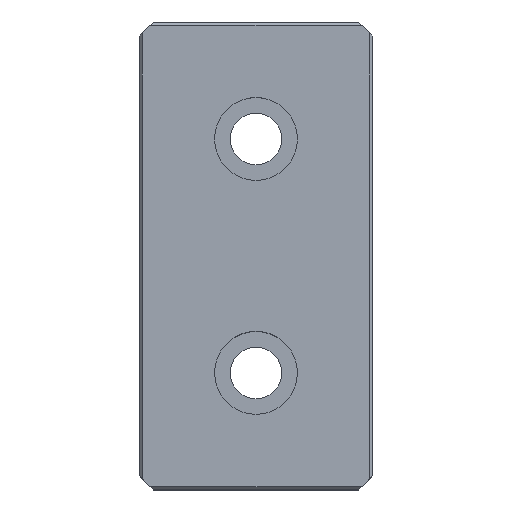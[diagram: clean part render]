
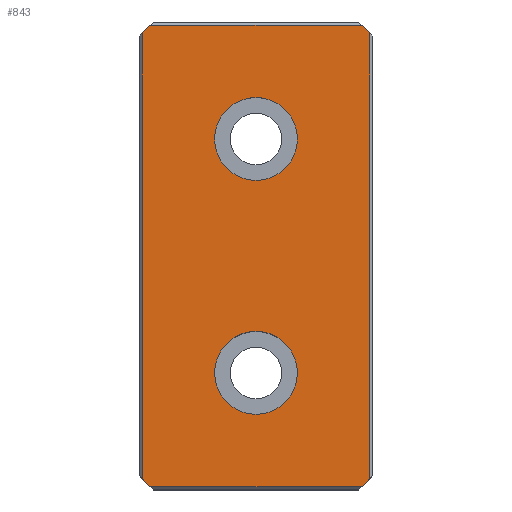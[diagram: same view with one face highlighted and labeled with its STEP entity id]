
A CAD part, top view. The second image highlights one B-rep face of the part: STEP entity #843.
In plain terms, the highlighted planar face has unit normal (0, 0, 1).
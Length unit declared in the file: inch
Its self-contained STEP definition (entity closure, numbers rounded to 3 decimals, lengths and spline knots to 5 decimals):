
#234=CARTESIAN_POINT('',(0.75,-1.01565,0.75));
#235=VERTEX_POINT('',#234);
#244=CARTESIAN_POINT('',(0.75,-0.48435,0.75));
#245=VERTEX_POINT('',#244);
#246=CARTESIAN_POINT('',(0.75,-0.75,0.75));
#247=DIRECTION('',(0.0,0.0,-1.0));
#248=DIRECTION('',(0.0,-1.0,0.0));
#249=AXIS2_PLACEMENT_3D('',#246,#247,#248);
#250=CIRCLE('',#249,0.26565);
#251=EDGE_CURVE('',#245,#235,#250,.T.);
#318=CARTESIAN_POINT('',(0.75,0.48435,0.75));
#319=VERTEX_POINT('',#318);
#328=CARTESIAN_POINT('',(0.75,1.01565,0.75));
#329=VERTEX_POINT('',#328);
#330=CARTESIAN_POINT('',(0.75,0.75,0.75));
#331=DIRECTION('',(0.0,0.0,-1.0));
#332=DIRECTION('',(0.0,-1.0,0.0));
#333=AXIS2_PLACEMENT_3D('',#330,#331,#332);
#334=CIRCLE('',#333,0.26565);
#335=EDGE_CURVE('',#329,#319,#334,.T.);
#467=CARTESIAN_POINT('',(0.75,0.75,0.75));
#468=DIRECTION('',(0.0,0.0,-1.0));
#469=DIRECTION('',(0.0,-1.0,0.0));
#470=AXIS2_PLACEMENT_3D('',#467,#468,#469);
#471=CIRCLE('',#470,0.26565);
#472=EDGE_CURVE('',#319,#329,#471,.T.);
#529=CARTESIAN_POINT('',(0.75,-0.75,0.75));
#530=DIRECTION('',(0.0,0.0,-1.0));
#531=DIRECTION('',(0.0,-1.0,0.0));
#532=AXIS2_PLACEMENT_3D('',#529,#530,#531);
#533=CIRCLE('',#532,0.26565);
#534=EDGE_CURVE('',#235,#245,#533,.T.);
#611=CARTESIAN_POINT('',(1.43,1.48,0.75));
#612=VERTEX_POINT('',#611);
#619=CARTESIAN_POINT('',(1.48,1.43,0.75));
#620=VERTEX_POINT('',#619);
#621=CARTESIAN_POINT('',(1.43,1.48,0.75));
#622=DIRECTION('',(0.707,-0.707,0.0));
#623=VECTOR('',#622,0.07071);
#624=LINE('',#621,#623);
#625=EDGE_CURVE('',#612,#620,#624,.T.);
#691=CARTESIAN_POINT('',(0.07,1.48,0.75));
#692=VERTEX_POINT('',#691);
#699=CARTESIAN_POINT('',(0.07,1.48,0.75));
#700=DIRECTION('',(1.0,0.0,0.0));
#701=VECTOR('',#700,1.36);
#702=LINE('',#699,#701);
#703=EDGE_CURVE('',#692,#612,#702,.T.);
#768=CARTESIAN_POINT('',(1.48,-1.43,0.75));
#769=VERTEX_POINT('',#768);
#778=CARTESIAN_POINT('',(1.48,1.43,0.75));
#779=DIRECTION('',(0.0,-1.0,0.0));
#780=VECTOR('',#779,2.86);
#781=LINE('',#778,#780);
#782=EDGE_CURVE('',#620,#769,#781,.T.);
#787=CARTESIAN_POINT('',(0.,1.5,0.75));
#788=DIRECTION('',(0.0,0.0,-1.0));
#789=DIRECTION('',(0.0,-1.0,0.0));
#790=AXIS2_PLACEMENT_3D('',#787,#788,#789);
#791=PLANE('',#790);
#792=ORIENTED_EDGE('',*,*,#703,.F.);
#793=CARTESIAN_POINT('',(0.02,1.43,0.75));
#794=VERTEX_POINT('',#793);
#795=CARTESIAN_POINT('',(0.02,1.43,0.75));
#796=DIRECTION('',(0.707,0.707,0.0));
#797=VECTOR('',#796,0.07071);
#798=LINE('',#795,#797);
#799=EDGE_CURVE('',#794,#692,#798,.T.);
#800=ORIENTED_EDGE('',*,*,#799,.F.);
#801=CARTESIAN_POINT('',(0.02,-1.43,0.75));
#802=VERTEX_POINT('',#801);
#803=CARTESIAN_POINT('',(0.02,-1.43,0.75));
#804=DIRECTION('',(0.0,1.0,0.0));
#805=VECTOR('',#804,2.86);
#806=LINE('',#803,#805);
#807=EDGE_CURVE('',#802,#794,#806,.T.);
#808=ORIENTED_EDGE('',*,*,#807,.F.);
#809=CARTESIAN_POINT('',(0.07,-1.48,0.75));
#810=VERTEX_POINT('',#809);
#811=CARTESIAN_POINT('',(0.07,-1.48,0.75));
#812=DIRECTION('',(-0.707,0.707,0.0));
#813=VECTOR('',#812,0.07071);
#814=LINE('',#811,#813);
#815=EDGE_CURVE('',#810,#802,#814,.T.);
#816=ORIENTED_EDGE('',*,*,#815,.F.);
#817=CARTESIAN_POINT('',(1.43,-1.48,0.75));
#818=VERTEX_POINT('',#817);
#819=CARTESIAN_POINT('',(1.43,-1.48,0.75));
#820=DIRECTION('',(-1.0,0.0,0.0));
#821=VECTOR('',#820,1.36);
#822=LINE('',#819,#821);
#823=EDGE_CURVE('',#818,#810,#822,.T.);
#824=ORIENTED_EDGE('',*,*,#823,.F.);
#825=CARTESIAN_POINT('',(1.48,-1.43,0.75));
#826=DIRECTION('',(-0.707,-0.707,0.0));
#827=VECTOR('',#826,0.07071);
#828=LINE('',#825,#827);
#829=EDGE_CURVE('',#769,#818,#828,.T.);
#830=ORIENTED_EDGE('',*,*,#829,.F.);
#831=ORIENTED_EDGE('',*,*,#782,.F.);
#832=ORIENTED_EDGE('',*,*,#625,.F.);
#833=EDGE_LOOP('',(#792,#800,#808,#816,#824,#830,#831,#832));
#834=FACE_OUTER_BOUND('',#833,.T.);
#835=ORIENTED_EDGE('',*,*,#472,.T.);
#836=ORIENTED_EDGE('',*,*,#335,.T.);
#837=EDGE_LOOP('',(#835,#836));
#838=FACE_BOUND('',#837,.T.);
#839=ORIENTED_EDGE('',*,*,#534,.T.);
#840=ORIENTED_EDGE('',*,*,#251,.T.);
#841=EDGE_LOOP('',(#839,#840));
#842=FACE_BOUND('',#841,.T.);
#843=ADVANCED_FACE('',(#834,#838,#842),#791,.F.);
